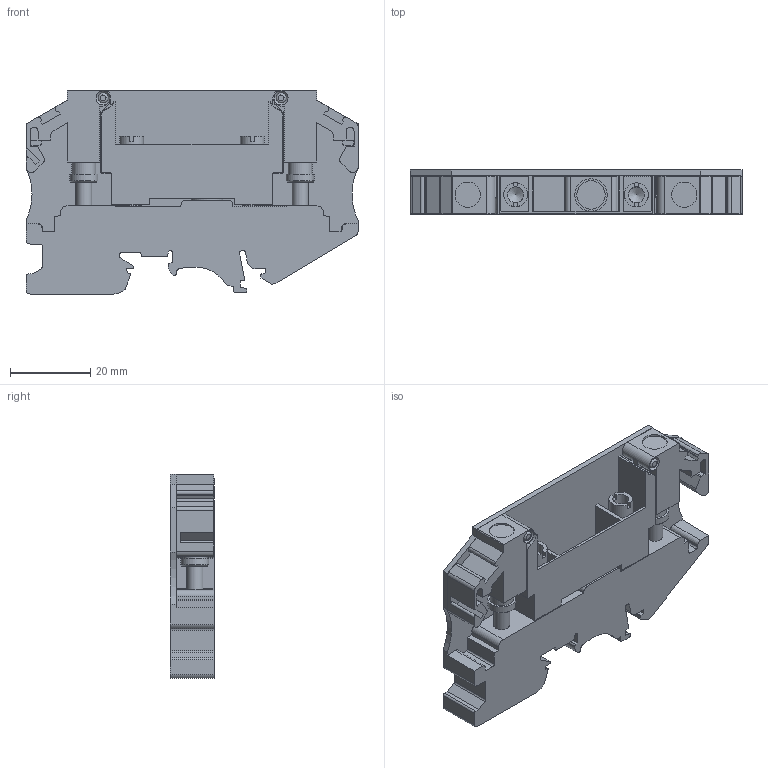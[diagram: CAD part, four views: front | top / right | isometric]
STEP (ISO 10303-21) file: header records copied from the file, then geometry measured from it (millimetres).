
FILE_DESCRIPTION(/* description */ ('Unknown'),/* implementation_level */ '2;1');
FILE_NAME(/* name */ 'OAT6DTS_GY_3D',/* time_stamp */ '2019-10-01T14:00:48+06:00',/* author */ ('Unknown'),/* organization */ ('Unknown'),/* preprocessor_version */ 'ST-DEVELOPER v16.7',/* originating_system */ 'DEX',/* authorisation */ $);
FILE_SCHEMA (('AUTOMOTIVE_DESIGN {1 0 10303 214 3 1 1}'));
Length unit declared in the file: millimetre
Products named in the file (1): OAT6DTS
Bounding box: 83 x 11 x 51 mm (x, y, z)
Volume: 25038.8 mm3; surface area: 17598 mm2
Topology: 1 solids, 3 shells, 343 faces, 981 edges, 654 vertices
Faces by surface type: plane 221, cylinder 100, cone 20, torus 2
Full cylindrical faces by diameter (mm): 2.5 x4, 3.242 x2, 4 x4, 5 x2, 6 x4, 6.3 x2, 7 x2, 7.1 x1, 8.1 x1
Entity records: 13308 total; most frequent: CARTESIAN_POINT 1915, DIRECTION 1859, ORIENTED_EDGE 1850, EDGE_CURVE 925, LINE 671, VECTOR 671, VERTEX_POINT 634, AXIS2_PLACEMENT_3D 594
